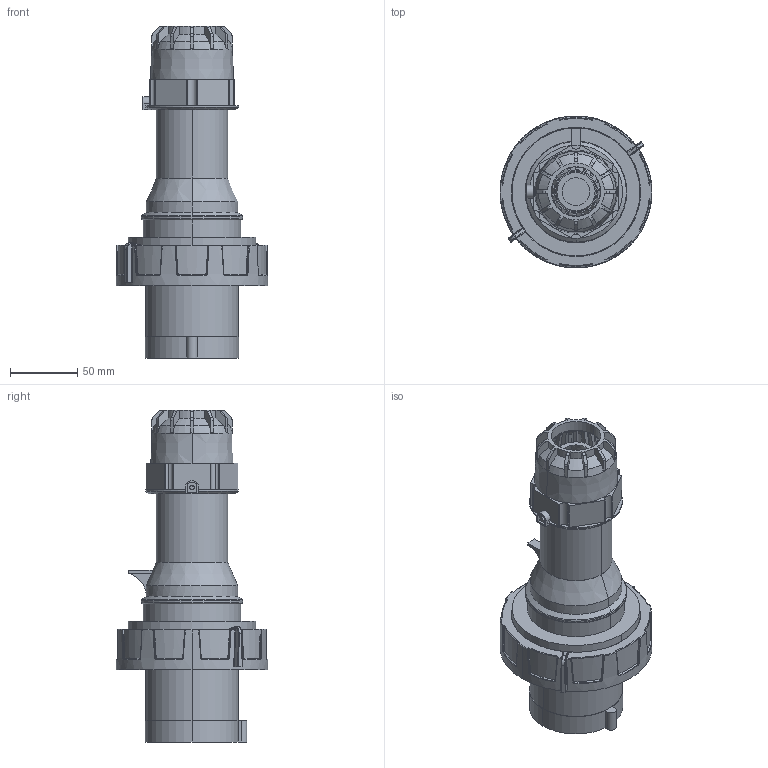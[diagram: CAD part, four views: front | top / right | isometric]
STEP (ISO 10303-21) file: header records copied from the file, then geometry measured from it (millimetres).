
FILE_DESCRIPTION (( 'STEP AP214' ), '1' );
FILE_NAME ('ps-0352-63-380.ÃÌ Âèëêà ïåðåíîñíàÿ 0352 3Ð+ÐÅ+N 63À 380Â IP67 EKF.STEP', '2025-11-17T09:00:37', ( '' ), ( '' ), 'SwSTEP 2.0', 'SolidWorks 2021', '' );
FILE_SCHEMA (( 'AUTOMOTIVE_DESIGN' ));
Length unit declared in the file: millimetre
Products named in the file (1): ps-0352-63-380.ÃÌ Âèëêà ïåðåíîñíàÿ 0352 3Ð+ÐÅ+N 63À 380Â IP67 EKF
Bounding box: 113 x 113 x 246.82 mm (x, y, z)
Volume: 497324 mm3; surface area: 207031.6 mm2
Topology: 7 solids, 7 shells, 693 faces, 1785 edges, 1133 vertices
Faces by surface type: plane 210, cylinder 205, cone 91, bspline 91, torus 72, sphere 24
Entity records: 33674 total; most frequent: CARTESIAN_POINT 9983, ORIENTED_EDGE 3570, DIRECTION 3176, EDGE_CURVE 1785, AXIS2_PLACEMENT_3D 1327, VERTEX_POINT 1133, EDGE_LOOP 734, CIRCLE 724
